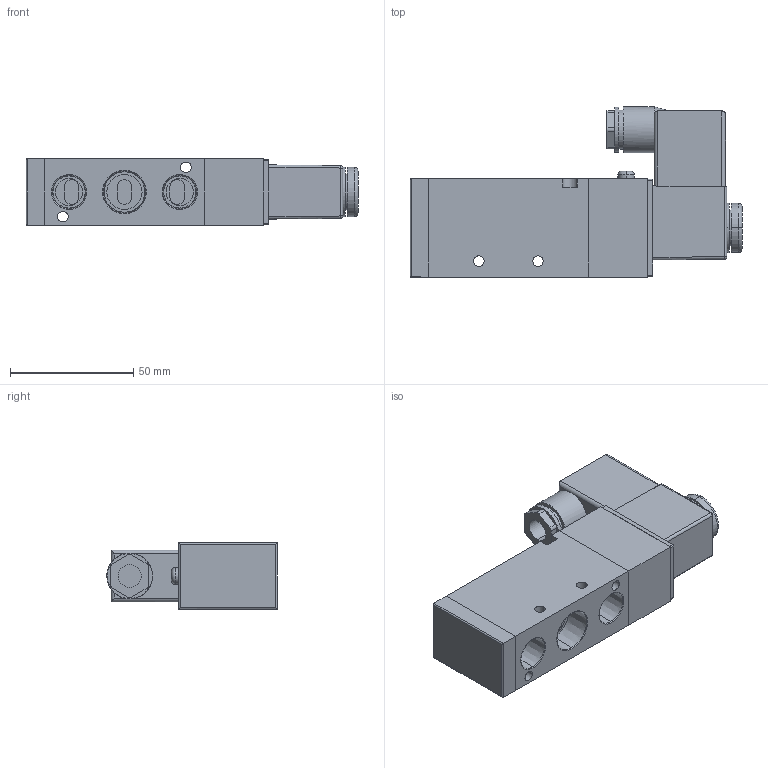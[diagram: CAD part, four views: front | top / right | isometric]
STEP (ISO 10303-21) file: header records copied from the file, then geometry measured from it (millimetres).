
FILE_DESCRIPTION (( 'STEP AP203' ), '1' );
FILE_NAME ('AVS-5313-24D.step', '2015-11-09T22:46:29', ( '' ), ( '' ), 'SwSTEP 2.0', 'SolidWorks 2015', '' );
FILE_SCHEMA (( 'CONFIG_CONTROL_DESIGN' ));
Length unit declared in the file: millimetre
Products named in the file (1): AVS-5313-24D
Bounding box: 134.9 x 69.2 x 27 mm (x, y, z)
Volume: 137713.3 mm3; surface area: 32378.8 mm2
Topology: 4 solids, 4 shells, 192 faces, 452 edges, 292 vertices
Faces by surface type: plane 88, cylinder 77, torus 14, cone 10, sphere 2, bspline 1
Entity records: 5742 total; most frequent: CARTESIAN_POINT 1143, DIRECTION 991, ORIENTED_EDGE 904, EDGE_CURVE 452, AXIS2_PLACEMENT_3D 378, VERTEX_POINT 292, VECTOR 235, LINE 235
